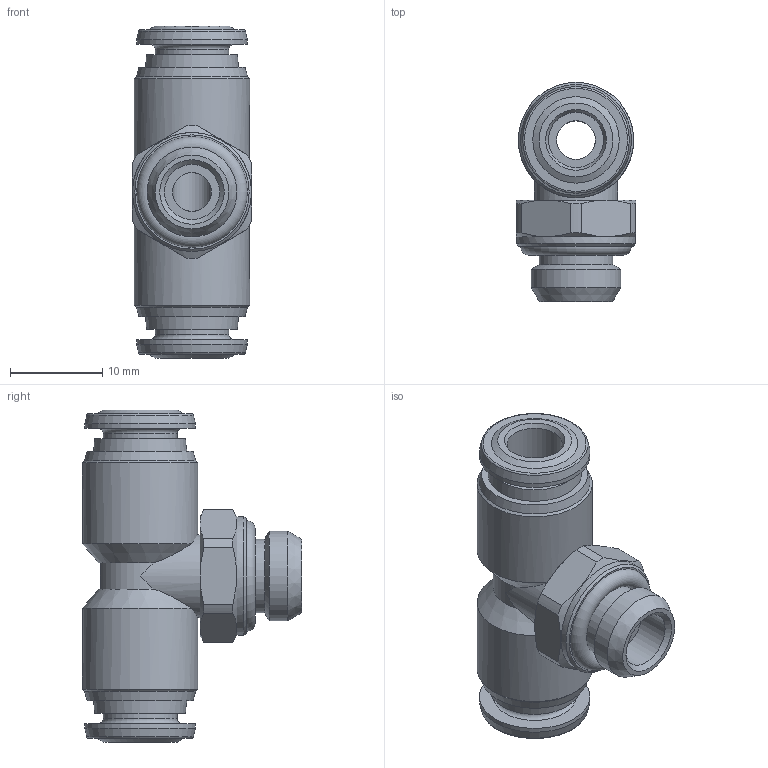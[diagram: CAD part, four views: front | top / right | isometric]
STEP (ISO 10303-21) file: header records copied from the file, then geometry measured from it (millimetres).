
FILE_DESCRIPTION(/* description */ ('STEP AP214'),/* implementation_level */ '2;1');
FILE_NAME(/* name */ '8085692_NPQR-T-G18-Q6',/* time_stamp */ '2024-09-13T08:47:35+02:00',/* author */ ('License CC BY-ND 4.0'),/* organization */ ('CADENAS'),/* preprocessor_version */ 'ST-DEVELOPER v19.3',/* originating_system */ 'PARTsolutions',/* authorisation */ ' ');
FILE_SCHEMA (('AUTOMOTIVE_DESIGN {1 0 10303 214 3 1 1}'));
Length unit declared in the file: millimetre
Products named in the file (1): 8085692 NPQR-T-G18-Q6---(high)
Bounding box: 13 x 23.75 x 36 mm (x, y, z)
Volume: 3814.3 mm3; surface area: 3154.8 mm2
Topology: 1 solids, 1 shells, 78 faces, 165 edges, 101 vertices
Faces by surface type: cone 25, plane 25, cylinder 23, torus 5
Full cylindrical faces by diameter (mm): 4.2 x2, 6 x3, 8 x3, 9 x1, 9.728 x1, 12 x2, 12.5 x2, 12.9 x1
Entity records: 2478 total; most frequent: CARTESIAN_POINT 385, DIRECTION 338, ORIENTED_EDGE 244, AXIS2_PLACEMENT_3D 161, EDGE_LOOP 132, FACE_BOUND 132, EDGE_CURVE 122, VERTEX_POINT 96
